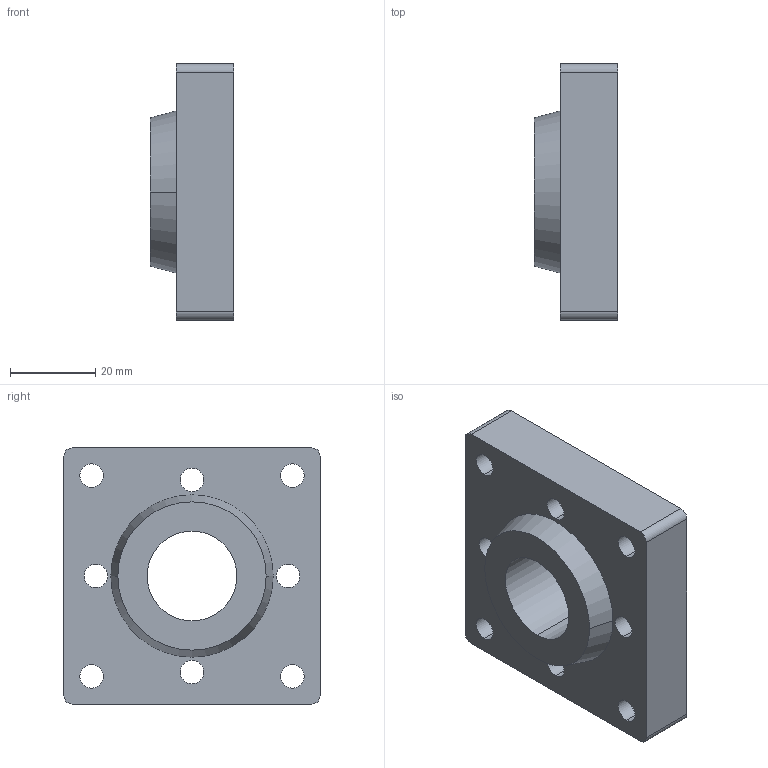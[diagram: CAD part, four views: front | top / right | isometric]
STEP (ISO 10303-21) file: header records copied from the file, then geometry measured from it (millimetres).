
FILE_DESCRIPTION (( 'STEP AP203' ), '1' );
FILE_NAME ('UnionMotorReductora_Default_sldprt.STEP', '2023-10-22T20:01:34', ( '' ), ( '' ), 'SwSTEP 2.0', 'SolidWorks 2022', '' );
FILE_SCHEMA (( 'CONFIG_CONTROL_DESIGN' ));
Length unit declared in the file: millimetre
Products named in the file (1): UnionMotorReductora_Default_sldprt
Bounding box: 19.6 x 60 x 60 mm (x, y, z)
Volume: 41639.1 mm3; surface area: 13743.1 mm2
Topology: 1 solids, 1 shells, 85 faces, 222 edges, 141 vertices
Faces by surface type: cylinder 55, plane 20, cone 10
Entity records: 2762 total; most frequent: DIRECTION 515, CARTESIAN_POINT 449, ORIENTED_EDGE 444, EDGE_CURVE 222, AXIS2_PLACEMENT_3D 207, VERTEX_POINT 141, CIRCLE 121, EDGE_LOOP 105
